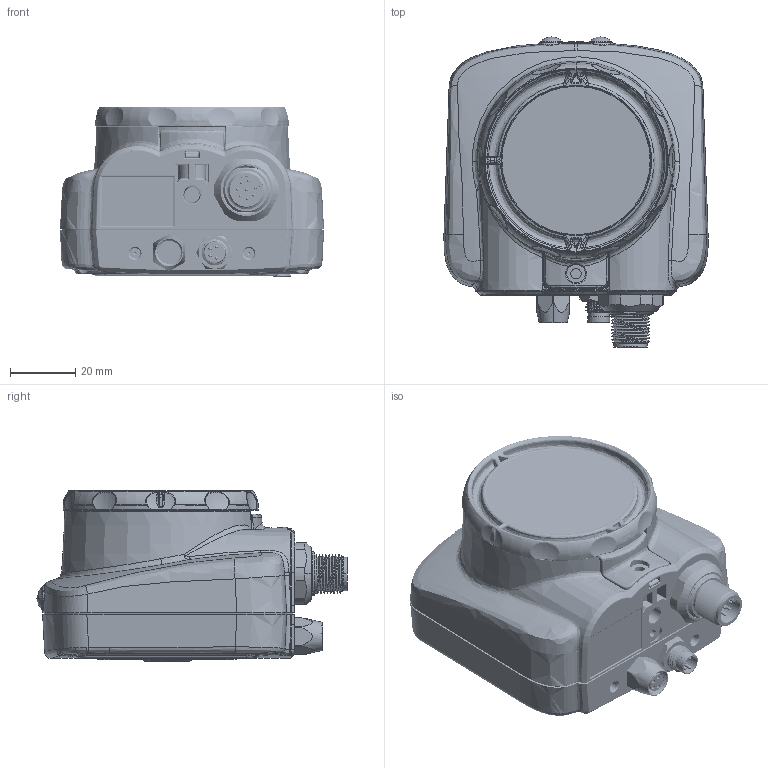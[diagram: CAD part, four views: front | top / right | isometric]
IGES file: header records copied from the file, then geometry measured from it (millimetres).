
Start section:  PTC IGES file: 154664.igs
Global section: file name: 154664.igs; native system: Pro/ENGINEER by Parametric Technology Corporation; preprocessor: 2009141; author: banengservice; organization: Unknown; date: 20101117.155046; units: inch
Bounding box: 81.17 x 95.25 x 52.3 mm (x, y, z)
Volume: 86435.6 mm3; surface area: 70139 mm2
Topology: 1 solids, 1 shells, 3343 faces, 8045 edges, 4730 vertices
Faces by surface type: bspline 1758, revolution 1568, extrusion 17
